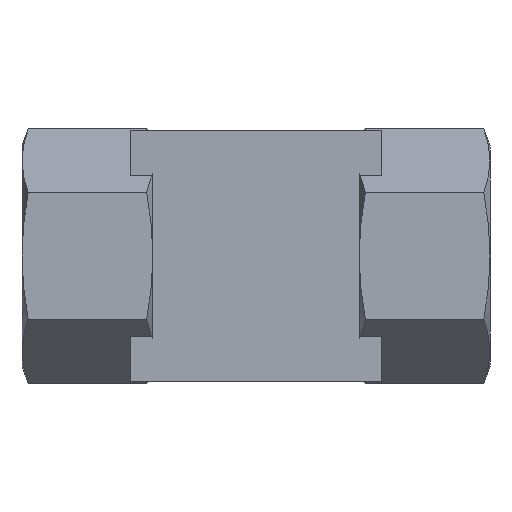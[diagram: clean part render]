
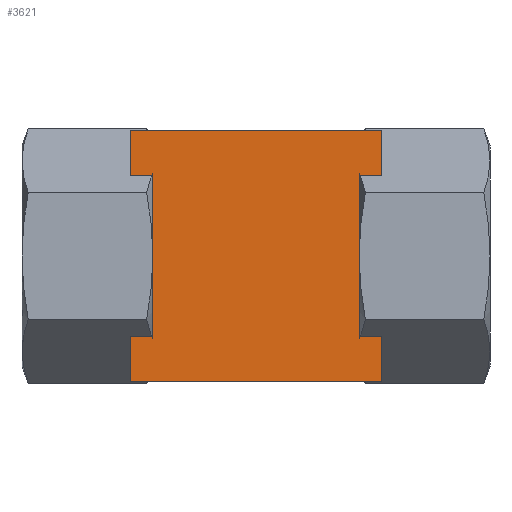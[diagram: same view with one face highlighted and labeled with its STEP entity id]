
A CAD part, front view. The second image highlights one B-rep face of the part: STEP entity #3621.
In plain terms, the highlighted planar face has unit normal (0, -1, 0).
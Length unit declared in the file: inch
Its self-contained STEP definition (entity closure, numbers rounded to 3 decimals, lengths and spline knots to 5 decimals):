
#2727=CARTESIAN_POINT('',(-0.5,0.0,0.5));
#2728=VERTEX_POINT('',#2727);
#2735=CARTESIAN_POINT('',(0.5,0.0,0.5));
#2736=VERTEX_POINT('',#2735);
#2737=CARTESIAN_POINT('',(-0.5,0.0,0.5));
#2738=DIRECTION('',(1.0,0.0,0.0));
#2739=VECTOR('',#2738,1.0);
#2740=LINE('',#2737,#2739);
#2741=EDGE_CURVE('',#2728,#2736,#2740,.T.);
#2986=CARTESIAN_POINT('',(-0.41,0.0,0.32068));
#2987=VERTEX_POINT('',#2986);
#2988=CARTESIAN_POINT('',(-0.41,0.0,-0.32068));
#2989=VERTEX_POINT('',#2988);
#2990=CARTESIAN_POINT('',(-0.41,0.0,0.32068));
#2991=DIRECTION('',(0.0,0.0,-1.0));
#2992=VECTOR('',#2991,0.64136);
#2993=LINE('',#2990,#2992);
#2994=EDGE_CURVE('',#2987,#2989,#2993,.T.);
#3218=CARTESIAN_POINT('',(-0.5,0.0,0.32068));
#3219=VERTEX_POINT('',#3218);
#3220=CARTESIAN_POINT('',(-0.5,0.0,0.32068));
#3221=DIRECTION('',(1.0,0.0,0.0));
#3222=VECTOR('',#3221,0.09);
#3223=LINE('',#3220,#3222);
#3224=EDGE_CURVE('',#3219,#2987,#3223,.T.);
#3243=CARTESIAN_POINT('',(-0.5,0.0,-0.32068));
#3244=VERTEX_POINT('',#3243);
#3245=CARTESIAN_POINT('',(-0.41,0.0,-0.32068));
#3246=DIRECTION('',(-1.0,0.0,0.0));
#3247=VECTOR('',#3246,0.09);
#3248=LINE('',#3245,#3247);
#3249=EDGE_CURVE('',#2989,#3244,#3248,.T.);
#3326=CARTESIAN_POINT('',(0.5,0.0,-0.5));
#3327=VERTEX_POINT('',#3326);
#3334=CARTESIAN_POINT('',(-0.5,0.0,-0.5));
#3335=VERTEX_POINT('',#3334);
#3336=CARTESIAN_POINT('',(0.5,0.0,-0.5));
#3337=DIRECTION('',(-1.0,0.0,0.0));
#3338=VECTOR('',#3337,1.0);
#3339=LINE('',#3336,#3338);
#3340=EDGE_CURVE('',#3327,#3335,#3339,.T.);
#3374=CARTESIAN_POINT('',(-0.5,0.0,0.5));
#3375=DIRECTION('',(0.0,0.0,-1.0));
#3376=VECTOR('',#3375,0.17932);
#3377=LINE('',#3374,#3376);
#3378=EDGE_CURVE('',#2728,#3219,#3377,.T.);
#3391=CARTESIAN_POINT('',(-0.5,0.0,-0.32068));
#3392=DIRECTION('',(0.0,0.0,-1.0));
#3393=VECTOR('',#3392,0.17932);
#3394=LINE('',#3391,#3393);
#3395=EDGE_CURVE('',#3244,#3335,#3394,.T.);
#3462=CARTESIAN_POINT('',(0.41,0.0,0.32068));
#3463=VERTEX_POINT('',#3462);
#3471=CARTESIAN_POINT('',(0.41,0.0,-0.32068));
#3472=VERTEX_POINT('',#3471);
#3473=CARTESIAN_POINT('',(0.41,0.0,-0.32068));
#3474=DIRECTION('',(0.0,0.0,1.0));
#3475=VECTOR('',#3474,0.64136);
#3476=LINE('',#3473,#3475);
#3477=EDGE_CURVE('',#3472,#3463,#3476,.T.);
#3529=CARTESIAN_POINT('',(0.5,0.0,0.32068));
#3530=VERTEX_POINT('',#3529);
#3531=CARTESIAN_POINT('',(0.41,0.0,0.32068));
#3532=DIRECTION('',(1.0,0.0,0.0));
#3533=VECTOR('',#3532,0.09);
#3534=LINE('',#3531,#3533);
#3535=EDGE_CURVE('',#3463,#3530,#3534,.T.);
#3574=CARTESIAN_POINT('',(0.5,0.0,-0.32068));
#3575=VERTEX_POINT('',#3574);
#3576=CARTESIAN_POINT('',(0.5,0.0,-0.32068));
#3577=DIRECTION('',(-1.0,0.0,0.0));
#3578=VECTOR('',#3577,0.09);
#3579=LINE('',#3576,#3578);
#3580=EDGE_CURVE('',#3575,#3472,#3579,.T.);
#3592=CARTESIAN_POINT('',(0.0,0.0,-0.5));
#3593=DIRECTION('',(0.0,-1.0,0.0));
#3594=DIRECTION('',(0.0,0.0,-1.0));
#3595=AXIS2_PLACEMENT_3D('',#3592,#3593,#3594);
#3596=PLANE('',#3595);
#3597=ORIENTED_EDGE('',*,*,#3249,.T.);
#3598=ORIENTED_EDGE('',*,*,#3395,.T.);
#3599=ORIENTED_EDGE('',*,*,#3340,.F.);
#3600=CARTESIAN_POINT('',(0.5,0.0,-0.5));
#3601=DIRECTION('',(0.0,0.0,1.0));
#3602=VECTOR('',#3601,0.17932);
#3603=LINE('',#3600,#3602);
#3604=EDGE_CURVE('',#3327,#3575,#3603,.T.);
#3605=ORIENTED_EDGE('',*,*,#3604,.T.);
#3606=ORIENTED_EDGE('',*,*,#3580,.T.);
#3607=ORIENTED_EDGE('',*,*,#3477,.T.);
#3608=ORIENTED_EDGE('',*,*,#3535,.T.);
#3609=CARTESIAN_POINT('',(0.5,0.0,0.32068));
#3610=DIRECTION('',(0.0,0.0,1.0));
#3611=VECTOR('',#3610,0.17932);
#3612=LINE('',#3609,#3611);
#3613=EDGE_CURVE('',#3530,#2736,#3612,.T.);
#3614=ORIENTED_EDGE('',*,*,#3613,.T.);
#3615=ORIENTED_EDGE('',*,*,#2741,.F.);
#3616=ORIENTED_EDGE('',*,*,#3378,.T.);
#3617=ORIENTED_EDGE('',*,*,#3224,.T.);
#3618=ORIENTED_EDGE('',*,*,#2994,.T.);
#3619=EDGE_LOOP('',(#3597,#3598,#3599,#3605,#3606,#3607,#3608,#3614,#3615,#3616,#3617,#3618));
#3620=FACE_OUTER_BOUND('',#3619,.T.);
#3621=ADVANCED_FACE('',(#3620),#3596,.T.);
